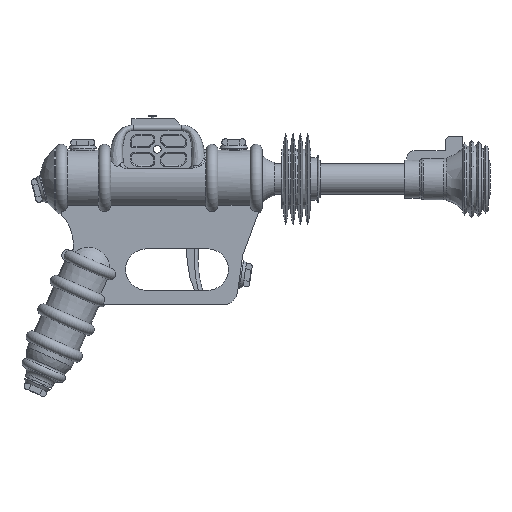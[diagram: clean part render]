
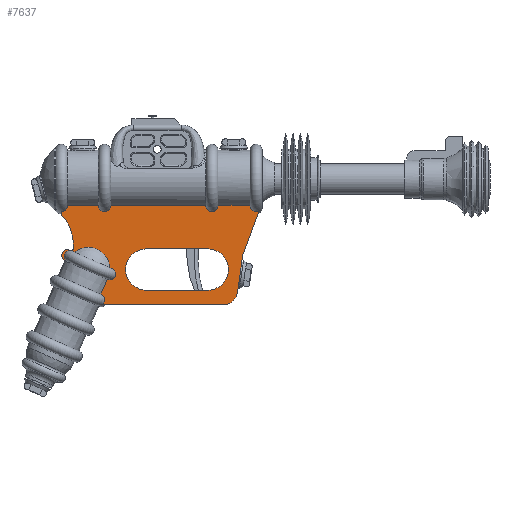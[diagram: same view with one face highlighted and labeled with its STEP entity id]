
A CAD part, top view. The second image highlights one B-rep face of the part: STEP entity #7637.
In plain terms, the highlighted planar face has unit normal (0, 0, 1).
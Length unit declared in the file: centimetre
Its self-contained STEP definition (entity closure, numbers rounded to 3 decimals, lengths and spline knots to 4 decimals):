
#424=FACE_BOUND('',#1733,.T.);
#601=CIRCLE('',#8329,0.75);
#602=CIRCLE('',#8332,1.0811);
#603=CIRCLE('',#8335,1.0811);
#604=CIRCLE('',#8339,0.3);
#605=CIRCLE('',#8342,2.408);
#975=PLANE('',#8350);
#1251=FACE_OUTER_BOUND('',#1732,.T.);
#1732=EDGE_LOOP('',(#6018,#6019,#6020,#6021,#6022,#6023,#6024,#6025,#6026,
#6027,#6028,#6029,#6030,#6031));
#1733=EDGE_LOOP('',(#6032,#6033,#6034,#6035));
#2200=LINE('',#18484,#2751);
#2235=LINE('',#18567,#2786);
#2239=LINE('',#18576,#2790);
#2241=LINE('',#18583,#2792);
#2243=LINE('',#18587,#2794);
#2246=LINE('',#18595,#2797);
#2249=LINE('',#18603,#2800);
#2251=LINE('',#18607,#2802);
#2253=LINE('',#18611,#2804);
#2255=LINE('',#18615,#2806);
#2257=LINE('',#18618,#2808);
#2258=LINE('',#18621,#2809);
#2260=LINE('',#18624,#2811);
#2751=VECTOR('',#9654,1.);
#2786=VECTOR('',#9743,1.);
#2790=VECTOR('',#9753,1.);
#2792=VECTOR('',#9761,1.);
#2794=VECTOR('',#9765,1.);
#2797=VECTOR('',#9774,1.);
#2800=VECTOR('',#9783,1.);
#2802=VECTOR('',#9787,1.);
#2804=VECTOR('',#9791,1.);
#2806=VECTOR('',#9795,1.);
#2808=VECTOR('',#9799,1.);
#2809=VECTOR('',#9802,1.);
#2811=VECTOR('',#9806,1.);
#3515=VERTEX_POINT('',#18481);
#3516=VERTEX_POINT('',#18483);
#3535=VERTEX_POINT('',#18560);
#3536=VERTEX_POINT('',#18561);
#3537=VERTEX_POINT('',#18566);
#3538=VERTEX_POINT('',#18570);
#3539=VERTEX_POINT('',#18574);
#3540=VERTEX_POINT('',#18580);
#3541=VERTEX_POINT('',#18582);
#3542=VERTEX_POINT('',#18586);
#3543=VERTEX_POINT('',#18590);
#3544=VERTEX_POINT('',#18594);
#3545=VERTEX_POINT('',#18598);
#3546=VERTEX_POINT('',#18602);
#3547=VERTEX_POINT('',#18606);
#3548=VERTEX_POINT('',#18610);
#3549=VERTEX_POINT('',#18614);
#3550=VERTEX_POINT('',#18620);
#4369=EDGE_CURVE('',#3516,#3515,#2200,.T.);
#4407=EDGE_CURVE('',#3535,#3536,#601,.T.);
#4410=EDGE_CURVE('',#3537,#3536,#2235,.T.);
#4412=EDGE_CURVE('',#3538,#3516,#602,.T.);
#4415=EDGE_CURVE('',#3539,#3538,#2239,.T.);
#4416=EDGE_CURVE('',#3515,#3539,#603,.T.);
#4418=EDGE_CURVE('',#3541,#3540,#2241,.T.);
#4420=EDGE_CURVE('',#3542,#3541,#2243,.T.);
#4422=EDGE_CURVE('',#3543,#3542,#604,.T.);
#4424=EDGE_CURVE('',#3544,#3543,#2246,.T.);
#4426=EDGE_CURVE('',#3545,#3544,#605,.T.);
#4428=EDGE_CURVE('',#3546,#3545,#2249,.T.);
#4430=EDGE_CURVE('',#3547,#3546,#2251,.T.);
#4432=EDGE_CURVE('',#3548,#3547,#2253,.T.);
#4434=EDGE_CURVE('',#3549,#3548,#2255,.T.);
#4436=EDGE_CURVE('',#3535,#3549,#2257,.T.);
#4437=EDGE_CURVE('',#3550,#3537,#2258,.T.);
#4439=EDGE_CURVE('',#3540,#3550,#2260,.T.);
#6018=ORIENTED_EDGE('',*,*,#4407,.F.);
#6019=ORIENTED_EDGE('',*,*,#4436,.T.);
#6020=ORIENTED_EDGE('',*,*,#4434,.T.);
#6021=ORIENTED_EDGE('',*,*,#4432,.T.);
#6022=ORIENTED_EDGE('',*,*,#4430,.T.);
#6023=ORIENTED_EDGE('',*,*,#4428,.T.);
#6024=ORIENTED_EDGE('',*,*,#4426,.T.);
#6025=ORIENTED_EDGE('',*,*,#4424,.T.);
#6026=ORIENTED_EDGE('',*,*,#4422,.T.);
#6027=ORIENTED_EDGE('',*,*,#4420,.T.);
#6028=ORIENTED_EDGE('',*,*,#4418,.T.);
#6029=ORIENTED_EDGE('',*,*,#4439,.T.);
#6030=ORIENTED_EDGE('',*,*,#4437,.T.);
#6031=ORIENTED_EDGE('',*,*,#4410,.T.);
#6032=ORIENTED_EDGE('',*,*,#4416,.T.);
#6033=ORIENTED_EDGE('',*,*,#4415,.T.);
#6034=ORIENTED_EDGE('',*,*,#4412,.T.);
#6035=ORIENTED_EDGE('',*,*,#4369,.T.);
#7637=ADVANCED_FACE('',(#1251,#424),#975,.T.);
#8329=AXIS2_PLACEMENT_3D('',#18562,#9737,#9738);
#8332=AXIS2_PLACEMENT_3D('',#18571,#9747,#9748);
#8335=AXIS2_PLACEMENT_3D('',#18578,#9756,#9757);
#8339=AXIS2_PLACEMENT_3D('',#18591,#9769,#9770);
#8342=AXIS2_PLACEMENT_3D('',#18599,#9778,#9779);
#8350=AXIS2_PLACEMENT_3D('',#18625,#9807,#9808);
#9654=DIRECTION('',(1.,0.,0.));
#9737=DIRECTION('center_axis',(0.,0.,-1.));
#9738=DIRECTION('ref_axis',(0.656,-0.754,0.));
#9743=DIRECTION('',(1.,0.,0.));
#9747=DIRECTION('center_axis',(0.,0.,-1.));
#9748=DIRECTION('ref_axis',(0.,1.,0.));
#9753=DIRECTION('',(-1.,0.,0.));
#9756=DIRECTION('center_axis',(0.,0.,-1.));
#9757=DIRECTION('ref_axis',(0.,-1.,0.));
#9761=DIRECTION('',(-0.388,-0.922,0.));
#9765=DIRECTION('',(0.835,-0.55,0.));
#9769=DIRECTION('center_axis',(0.,0.,1.));
#9770=DIRECTION('ref_axis',(0.64,0.768,0.));
#9774=DIRECTION('',(-0.835,0.55,0.));
#9778=DIRECTION('center_axis',(0.,0.,-1.));
#9779=DIRECTION('ref_axis',(0.922,-0.388,0.));
#9783=DIRECTION('',(0.,-1.,0.));
#9787=DIRECTION('',(-1.,0.,0.));
#9791=DIRECTION('',(0.,1.,0.));
#9795=DIRECTION('',(0.344,0.939,0.));
#9799=DIRECTION('',(0.138,0.99,0.));
#9802=DIRECTION('',(0.,-1.,0.));
#9806=DIRECTION('',(0.922,-0.388,0.));
#9807=DIRECTION('center_axis',(0.,0.,1.));
#9808=DIRECTION('ref_axis',(1.,0.,0.));
#18481=CARTESIAN_POINT('',(9.8704,11.1623,0.635));
#18483=CARTESIAN_POINT('',(6.6727,11.1623,0.635));
#18484=CARTESIAN_POINT('',(6.6727,11.1623,0.635));
#18560=CARTESIAN_POINT('',(11.4209,8.8825,0.635));
#18561=CARTESIAN_POINT('',(10.6781,8.2362,0.635));
#18562=CARTESIAN_POINT('Origin',(10.6781,8.9862,0.635));
#18566=CARTESIAN_POINT('',(4.3088,8.2362,0.635));
#18567=CARTESIAN_POINT('',(11.3307,8.2362,0.635));
#18570=CARTESIAN_POINT('',(6.6727,9.,0.635));
#18571=CARTESIAN_POINT('Origin',(6.6727,10.0811,0.635));
#18574=CARTESIAN_POINT('',(9.8704,9.,0.635));
#18576=CARTESIAN_POINT('',(9.8704,9.,0.635));
#18578=CARTESIAN_POINT('Origin',(9.8704,10.0811,0.635));
#18580=CARTESIAN_POINT('',(2.3368,9.6118,0.635));
#18582=CARTESIAN_POINT('',(2.6644,10.3894,0.635));
#18583=CARTESIAN_POINT('',(2.3368,9.6118,0.635));
#18586=CARTESIAN_POINT('',(2.4221,10.5491,0.635));
#18587=CARTESIAN_POINT('',(2.4221,10.5491,0.635));
#18590=CARTESIAN_POINT('',(2.7502,11.0469,0.635));
#18591=CARTESIAN_POINT('Origin',(2.5581,10.8165,0.635));
#18594=CARTESIAN_POINT('',(2.8361,10.9903,0.635));
#18595=CARTESIAN_POINT('',(3.1463,10.7859,0.635));
#18598=CARTESIAN_POINT('',(2.2219,12.9822,0.635));
#18599=CARTESIAN_POINT('Origin',(0.4546,11.3465,0.635));
#18602=CARTESIAN_POINT('',(2.2219,14.2892,0.635));
#18603=CARTESIAN_POINT('',(2.2219,14.2892,0.635));
#18606=CARTESIAN_POINT('',(12.715,14.2892,0.635));
#18607=CARTESIAN_POINT('',(2.2219,14.2892,0.635));
#18610=CARTESIAN_POINT('',(12.715,13.6049,0.635));
#18611=CARTESIAN_POINT('',(12.715,14.2892,0.635));
#18614=CARTESIAN_POINT('',(11.6885,10.7991,0.635));
#18615=CARTESIAN_POINT('',(12.715,13.6049,0.635));
#18618=CARTESIAN_POINT('',(11.6885,10.7991,0.635));
#18620=CARTESIAN_POINT('',(4.3088,8.781,0.635));
#18621=CARTESIAN_POINT('',(4.3088,8.2362,0.635));
#18624=CARTESIAN_POINT('',(4.3088,8.781,0.635));
#18625=CARTESIAN_POINT('Origin',(12.7697,10.4287,0.635));
